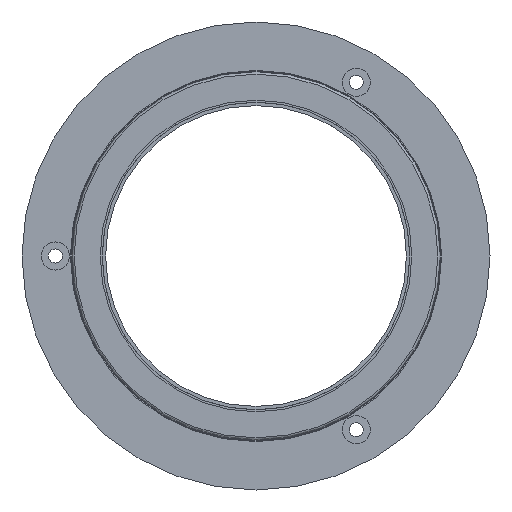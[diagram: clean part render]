
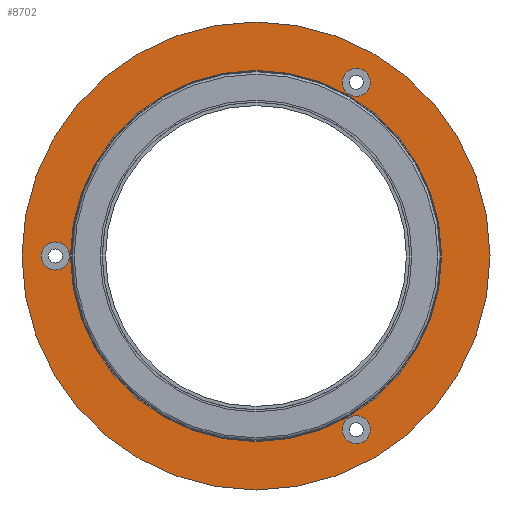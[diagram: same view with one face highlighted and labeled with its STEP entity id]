
A CAD part, left-side view. The second image highlights one B-rep face of the part: STEP entity #8702.
In plain terms, the highlighted planar face has unit normal (-1, 0, 0).
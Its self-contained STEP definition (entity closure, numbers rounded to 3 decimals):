
#1108 = AXIS2_PLACEMENT_3D ( 'NONE', #87402, #46428, #19673 ) ;
#1114 = CARTESIAN_POINT ( 'NONE',  ( 2.8, 30., 0. ) ) ;
#1275 = VERTEX_POINT ( 'NONE', #19536 ) ;
#2149 = ORIENTED_EDGE ( 'NONE', *, *, #24753, .T. ) ;
#4501 = CARTESIAN_POINT ( 'NONE',  ( 2.8, 0., 0. ) ) ;
#4641 = FACE_BOUND ( 'NONE', #44426, .T. ) ;
#7549 = CIRCLE ( 'NONE', #40298, 2.1 ) ;
#8702 = ADVANCED_FACE ( 'NONE', ( #4641, #37600, #24223, #58143, #59035 ), #50523, .T. ) ;
#9252 = CIRCLE ( 'NONE', #44816, 2.1 ) ;
#9594 = CIRCLE ( 'NONE', #1108, 35. ) ;
#9969 = DIRECTION ( 'NONE',  ( 0., -1., 0. ) ) ;
#14547 = CIRCLE ( 'NONE', #21672, 25. ) ;
#14757 = EDGE_CURVE ( 'NONE', #53423, #53423, #14547, .T. ) ;
#16653 = DIRECTION ( 'NONE',  ( -1., 0., 0. ) ) ;
#18519 = ORIENTED_EDGE ( 'NONE', *, *, #39796, .F. ) ;
#18527 = EDGE_LOOP ( 'NONE', ( #18519 ) ) ;
#19536 = CARTESIAN_POINT ( 'NONE',  ( 2.8, -12.9, 25.981 ) ) ;
#19673 = DIRECTION ( 'NONE',  ( 0., 1., 0. ) ) ;
#20857 = CARTESIAN_POINT ( 'NONE',  ( 2.8, -12.9, -25.981 ) ) ;
#21672 = AXIS2_PLACEMENT_3D ( 'NONE', #4501, #32976, #71028 ) ;
#23547 = DIRECTION ( 'NONE',  ( 0., 1., 0. ) ) ;
#24223 = FACE_BOUND ( 'NONE', #50704, .T. ) ;
#24753 = EDGE_CURVE ( 'NONE', #67700, #67700, #7549, .T. ) ;
#26243 = EDGE_CURVE ( 'NONE', #54321, #54321, #48946, .T. ) ;
#26397 = DIRECTION ( 'NONE',  ( 1., 0., 0. ) ) ;
#30445 = AXIS2_PLACEMENT_3D ( 'NONE', #46885, #26397, #81632 ) ;
#32976 = DIRECTION ( 'NONE',  ( 1., 0., 0. ) ) ;
#35306 = ORIENTED_EDGE ( 'NONE', *, *, #14757, .T. ) ;
#37600 = FACE_BOUND ( 'NONE', #53736, .T. ) ;
#39796 = EDGE_CURVE ( 'NONE', #41362, #41362, #9594, .T. ) ;
#40298 = AXIS2_PLACEMENT_3D ( 'NONE', #1114, #76827, #43403 ) ;
#40927 = CARTESIAN_POINT ( 'NONE',  ( 2.8, 35., 0. ) ) ;
#41362 = VERTEX_POINT ( 'NONE', #40927 ) ;
#43403 = DIRECTION ( 'NONE',  ( 0., 1., 0. ) ) ;
#44426 = EDGE_LOOP ( 'NONE', ( #2149 ) ) ;
#44532 = CARTESIAN_POINT ( 'NONE',  ( 2.8, 25., 0. ) ) ;
#44816 = AXIS2_PLACEMENT_3D ( 'NONE', #83279, #49417, #23547 ) ;
#45528 = AXIS2_PLACEMENT_3D ( 'NONE', #65277, #16653, #9969 ) ;
#46428 = DIRECTION ( 'NONE',  ( 1., 0., 0. ) ) ;
#46885 = CARTESIAN_POINT ( 'NONE',  ( 2.8, -15., -25.981 ) ) ;
#48946 = CIRCLE ( 'NONE', #30445, 2.1 ) ;
#49417 = DIRECTION ( 'NONE',  ( 1., 0., 0. ) ) ;
#50523 = PLANE ( 'NONE',  #45528 ) ;
#50704 = EDGE_LOOP ( 'NONE', ( #75353 ) ) ;
#53423 = VERTEX_POINT ( 'NONE', #44532 ) ;
#53736 = EDGE_LOOP ( 'NONE', ( #55552 ) ) ;
#54321 = VERTEX_POINT ( 'NONE', #20857 ) ;
#55552 = ORIENTED_EDGE ( 'NONE', *, *, #26243, .T. ) ;
#58143 = FACE_BOUND ( 'NONE', #81496, .T. ) ;
#59035 = FACE_OUTER_BOUND ( 'NONE', #18527, .T. ) ;
#65277 = CARTESIAN_POINT ( 'NONE',  ( 2.8, 25., 0. ) ) ;
#67700 = VERTEX_POINT ( 'NONE', #74804 ) ;
#71028 = DIRECTION ( 'NONE',  ( 0., 1., 0. ) ) ;
#74804 = CARTESIAN_POINT ( 'NONE',  ( 2.8, 32.1, 0. ) ) ;
#75353 = ORIENTED_EDGE ( 'NONE', *, *, #75634, .T. ) ;
#75634 = EDGE_CURVE ( 'NONE', #1275, #1275, #9252, .T. ) ;
#76827 = DIRECTION ( 'NONE',  ( 1., 0., 0. ) ) ;
#81496 = EDGE_LOOP ( 'NONE', ( #35306 ) ) ;
#81632 = DIRECTION ( 'NONE',  ( 0., 1., 0. ) ) ;
#83279 = CARTESIAN_POINT ( 'NONE',  ( 2.8, -15., 25.981 ) ) ;
#87402 = CARTESIAN_POINT ( 'NONE',  ( 2.8, 0., 0. ) ) ;
